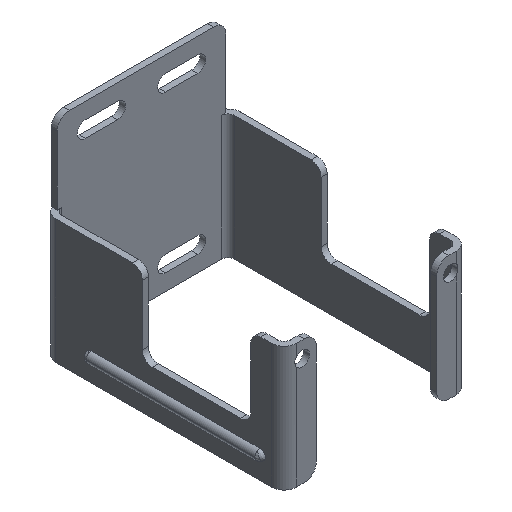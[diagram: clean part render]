
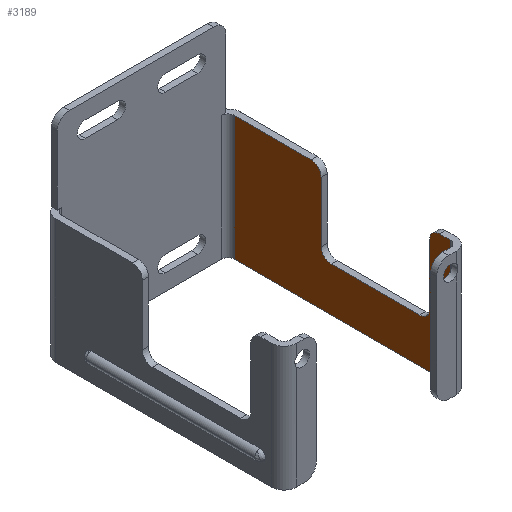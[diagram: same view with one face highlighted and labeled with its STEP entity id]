
A CAD part, isometric view. The second image highlights one B-rep face of the part: STEP entity #3189.
In plain terms, the highlighted planar face has unit normal (-1, 0, 0).
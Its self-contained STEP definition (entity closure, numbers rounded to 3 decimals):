
#18 = CIRCLE ( 'NONE', #702, 2.5 ) ;
#32 = ORIENTED_EDGE ( 'NONE', *, *, #598, .T. ) ;
#130 = LINE ( 'NONE', #3715, #1382 ) ;
#203 = CARTESIAN_POINT ( 'NONE',  ( 44.5, -56., 0. ) ) ;
#258 = VERTEX_POINT ( 'NONE', #431 ) ;
#285 = VECTOR ( 'NONE', #1782, 1000. ) ;
#296 = CARTESIAN_POINT ( 'NONE',  ( 44.5, -53.3, 28.5 ) ) ;
#397 = ORIENTED_EDGE ( 'NONE', *, *, #2747, .T. ) ;
#431 = CARTESIAN_POINT ( 'NONE',  ( 44.5, -21.3, 31. ) ) ;
#461 = VERTEX_POINT ( 'NONE', #2875 ) ;
#563 = ORIENTED_EDGE ( 'NONE', *, *, #1977, .T. ) ;
#586 = ORIENTED_EDGE ( 'NONE', *, *, #597, .T. ) ;
#587 = DIRECTION ( 'NONE',  ( -1., 0., 0. ) ) ;
#588 = VERTEX_POINT ( 'NONE', #3301 ) ;
#597 = EDGE_CURVE ( 'NONE', #1914, #461, #1665, .T. ) ;
#598 = EDGE_CURVE ( 'NONE', #1598, #1462, #3045, .T. ) ;
#608 = CARTESIAN_POINT ( 'NONE',  ( 44.5, -56., 0. ) ) ;
#654 = EDGE_CURVE ( 'NONE', #2995, #2204, #814, .T. ) ;
#702 = AXIS2_PLACEMENT_3D ( 'NONE', #2911, #1857, #2847 ) ;
#731 = VECTOR ( 'NONE', #2049, 1000. ) ;
#736 = LINE ( 'NONE', #2406, #2514 ) ;
#790 = DIRECTION ( 'NONE',  ( 0., 0., 1. ) ) ;
#802 = VERTEX_POINT ( 'NONE', #1479 ) ;
#814 = LINE ( 'NONE', #1445, #2376 ) ;
#862 = CARTESIAN_POINT ( 'NONE',  ( 44.5, -50.8, 13.5 ) ) ;
#882 = CIRCLE ( 'NONE', #945, 2.5 ) ;
#883 = DIRECTION ( 'NONE',  ( 0., 0., -1. ) ) ;
#945 = AXIS2_PLACEMENT_3D ( 'NONE', #2174, #2862, #1872 ) ;
#950 = ORIENTED_EDGE ( 'NONE', *, *, #3188, .T. ) ;
#954 = DIRECTION ( 'NONE',  ( -1., 0., 0. ) ) ;
#1105 = EDGE_CURVE ( 'NONE', #802, #588, #2317, .T. ) ;
#1107 = VERTEX_POINT ( 'NONE', #1745 ) ;
#1269 = ORIENTED_EDGE ( 'NONE', *, *, #3748, .T. ) ;
#1382 = VECTOR ( 'NONE', #2437, 1000. ) ;
#1445 = CARTESIAN_POINT ( 'NONE',  ( 44.5, -2.2, 0. ) ) ;
#1462 = VERTEX_POINT ( 'NONE', #3003 ) ;
#1479 = CARTESIAN_POINT ( 'NONE',  ( 44.5, -56., 31. ) ) ;
#1526 = LINE ( 'NONE', #608, #3572 ) ;
#1568 = DIRECTION ( 'NONE',  ( 0., -1., 0. ) ) ;
#1598 = VERTEX_POINT ( 'NONE', #862 ) ;
#1665 = LINE ( 'NONE', #3663, #731 ) ;
#1742 = VERTEX_POINT ( 'NONE', #3941 ) ;
#1745 = CARTESIAN_POINT ( 'NONE',  ( 44.5, -26.3, 11. ) ) ;
#1782 = DIRECTION ( 'NONE',  ( 0., -1., 0. ) ) ;
#1857 = DIRECTION ( 'NONE',  ( -1., 0., 0. ) ) ;
#1868 = AXIS2_PLACEMENT_3D ( 'NONE', #296, #954, #3856 ) ;
#1872 = DIRECTION ( 'NONE',  ( 0., -1., 0. ) ) ;
#1914 = VERTEX_POINT ( 'NONE', #2805 ) ;
#1962 = CARTESIAN_POINT ( 'NONE',  ( 44.5, -56., 31. ) ) ;
#1977 = EDGE_CURVE ( 'NONE', #258, #2204, #736, .T. ) ;
#2049 = DIRECTION ( 'NONE',  ( 0., 0., 1. ) ) ;
#2066 = CIRCLE ( 'NONE', #1868, 2.5 ) ;
#2083 = EDGE_CURVE ( 'NONE', #1107, #1914, #882, .T. ) ;
#2149 = LINE ( 'NONE', #3527, #3561 ) ;
#2174 = CARTESIAN_POINT ( 'NONE',  ( 44.5, -26.3, 13.5 ) ) ;
#2186 = VECTOR ( 'NONE', #3255, 1000. ) ;
#2204 = VERTEX_POINT ( 'NONE', #3631 ) ;
#2238 = ORIENTED_EDGE ( 'NONE', *, *, #3854, .F. ) ;
#2241 = AXIS2_PLACEMENT_3D ( 'NONE', #3020, #2999, #2720 ) ;
#2317 = LINE ( 'NONE', #1962, #2186 ) ;
#2376 = VECTOR ( 'NONE', #790, 1000. ) ;
#2406 = CARTESIAN_POINT ( 'NONE',  ( 44.5, -56., 31. ) ) ;
#2437 = DIRECTION ( 'NONE',  ( 0., 0., -1. ) ) ;
#2514 = VECTOR ( 'NONE', #2994, 1000. ) ;
#2528 = PLANE ( 'NONE',  #3005 ) ;
#2580 = ORIENTED_EDGE ( 'NONE', *, *, #3464, .T. ) ;
#2720 = DIRECTION ( 'NONE',  ( 0., -1., 0. ) ) ;
#2734 = ORIENTED_EDGE ( 'NONE', *, *, #654, .F. ) ;
#2747 = EDGE_CURVE ( 'NONE', #2995, #2866, #2756, .T. ) ;
#2756 = LINE ( 'NONE', #4036, #285 ) ;
#2805 = CARTESIAN_POINT ( 'NONE',  ( 44.5, -23.8, 13.5 ) ) ;
#2843 = ORIENTED_EDGE ( 'NONE', *, *, #1105, .T. ) ;
#2847 = DIRECTION ( 'NONE',  ( 0., 0., 1. ) ) ;
#2862 = DIRECTION ( 'NONE',  ( 1., 0., 0. ) ) ;
#2866 = VERTEX_POINT ( 'NONE', #203 ) ;
#2875 = CARTESIAN_POINT ( 'NONE',  ( 44.5, -23.8, 28.5 ) ) ;
#2911 = CARTESIAN_POINT ( 'NONE',  ( 44.5, -21.3, 28.5 ) ) ;
#2927 = ORIENTED_EDGE ( 'NONE', *, *, #2083, .T. ) ;
#2947 = CARTESIAN_POINT ( 'NONE',  ( 44.5, -2.2, 0. ) ) ;
#2994 = DIRECTION ( 'NONE',  ( 0., 1., 0. ) ) ;
#2995 = VERTEX_POINT ( 'NONE', #2947 ) ;
#2999 = DIRECTION ( 'NONE',  ( 1., 0., 0. ) ) ;
#3003 = CARTESIAN_POINT ( 'NONE',  ( 44.5, -48.3, 11. ) ) ;
#3005 = AXIS2_PLACEMENT_3D ( 'NONE', #3507, #587, #1568 ) ;
#3020 = CARTESIAN_POINT ( 'NONE',  ( 44.5, -48.3, 13.5 ) ) ;
#3045 = CIRCLE ( 'NONE', #2241, 2.5 ) ;
#3122 = EDGE_LOOP ( 'NONE', ( #2238, #2843, #3842, #1269, #32, #950, #2927, #586, #2580, #563, #2734, #397 ) ) ;
#3188 = EDGE_CURVE ( 'NONE', #1462, #1107, #2149, .T. ) ;
#3189 = ADVANCED_FACE ( 'NONE', ( #3486 ), #2528, .T. ) ;
#3255 = DIRECTION ( 'NONE',  ( 0., 1., 0. ) ) ;
#3301 = CARTESIAN_POINT ( 'NONE',  ( 44.5, -53.3, 31. ) ) ;
#3414 = EDGE_CURVE ( 'NONE', #588, #1742, #2066, .T. ) ;
#3464 = EDGE_CURVE ( 'NONE', #461, #258, #18, .T. ) ;
#3486 = FACE_OUTER_BOUND ( 'NONE', #3122, .T. ) ;
#3507 = CARTESIAN_POINT ( 'NONE',  ( 44.5, -56., 0. ) ) ;
#3527 = CARTESIAN_POINT ( 'NONE',  ( 44.5, -56., 11. ) ) ;
#3561 = VECTOR ( 'NONE', #4115, 1000. ) ;
#3572 = VECTOR ( 'NONE', #883, 1000. ) ;
#3631 = CARTESIAN_POINT ( 'NONE',  ( 44.5, -2.2, 31. ) ) ;
#3663 = CARTESIAN_POINT ( 'NONE',  ( 44.5, -23.8, 0. ) ) ;
#3715 = CARTESIAN_POINT ( 'NONE',  ( 44.5, -50.8, 0. ) ) ;
#3748 = EDGE_CURVE ( 'NONE', #1742, #1598, #130, .T. ) ;
#3842 = ORIENTED_EDGE ( 'NONE', *, *, #3414, .T. ) ;
#3854 = EDGE_CURVE ( 'NONE', #802, #2866, #1526, .T. ) ;
#3856 = DIRECTION ( 'NONE',  ( 0., 0., 1. ) ) ;
#3941 = CARTESIAN_POINT ( 'NONE',  ( 44.5, -50.8, 28.5 ) ) ;
#4036 = CARTESIAN_POINT ( 'NONE',  ( 44.5, -24.294, 0. ) ) ;
#4115 = DIRECTION ( 'NONE',  ( 0., 1., 0. ) ) ;
